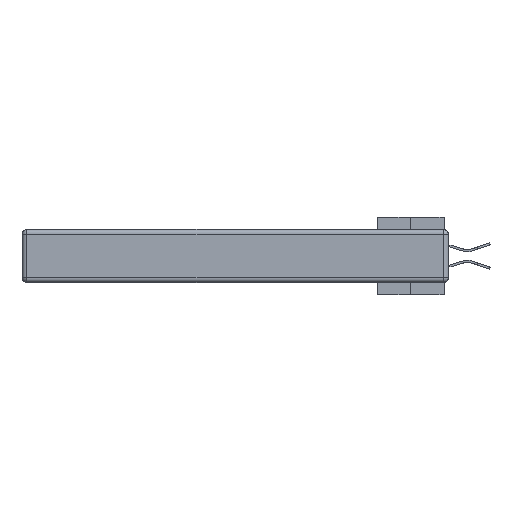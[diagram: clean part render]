
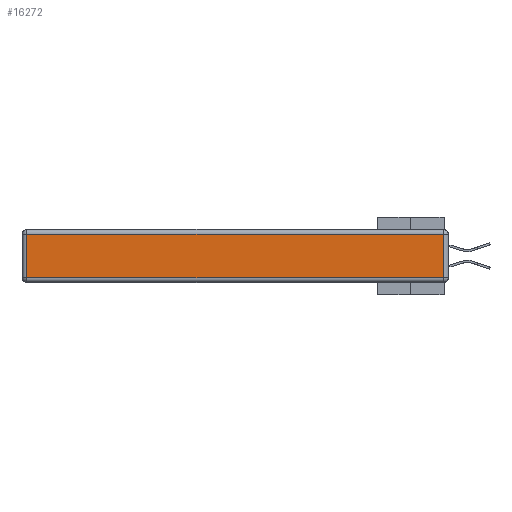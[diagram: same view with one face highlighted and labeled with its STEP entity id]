
A CAD part, left-side view. The second image highlights one B-rep face of the part: STEP entity #16272.
In plain terms, the highlighted planar face has unit normal (-1, 0, 0).
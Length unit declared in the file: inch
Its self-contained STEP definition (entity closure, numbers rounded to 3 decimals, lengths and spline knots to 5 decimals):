
#345 = CARTESIAN_POINT ( 'NONE',  ( 0., 0., -0.343 ) ) ;
#1264 = EDGE_LOOP ( 'NONE', ( #28886, #32005, #15708, #35561 ) ) ;
#3030 = EDGE_CURVE ( 'NONE', #34301, #32107, #9080, .T. ) ;
#3549 = LINE ( 'NONE', #31993, #24862 ) ;
#5290 = LINE ( 'NONE', #15594, #39630 ) ;
#9080 = LINE ( 'NONE', #32076, #36703 ) ;
#10330 = DIRECTION ( 'NONE',  ( 0., 0., 1. ) ) ;
#11612 = CARTESIAN_POINT ( 'NONE',  ( 0., 2.72, -0.313 ) ) ;
#12153 = AXIS2_PLACEMENT_3D ( 'NONE', #345, #23550, #10330 ) ;
#15594 = CARTESIAN_POINT ( 'NONE',  ( 0., 2.75, -0.03 ) ) ;
#15708 = ORIENTED_EDGE ( 'NONE', *, *, #22741, .T. ) ;
#16107 = CARTESIAN_POINT ( 'NONE',  ( 0., 0.03, -0.313 ) ) ;
#16178 = EDGE_CURVE ( 'NONE', #32107, #25832, #3549, .T. ) ;
#16272 = ADVANCED_FACE ( 'NONE', ( #32665 ), #20372, .T. ) ;
#18456 = EDGE_CURVE ( 'NONE', #42920, #34301, #39314, .T. ) ;
#18923 = DIRECTION ( 'NONE',  ( 0., 1., 0. ) ) ;
#19027 = CARTESIAN_POINT ( 'NONE',  ( 0., 2.72, -0.343 ) ) ;
#20372 = PLANE ( 'NONE',  #12153 ) ;
#22741 = EDGE_CURVE ( 'NONE', #25832, #42920, #5290, .T. ) ;
#23550 = DIRECTION ( 'NONE',  ( -1., 0., 0. ) ) ;
#24785 = DIRECTION ( 'NONE',  ( 0., -1., 0. ) ) ;
#24862 = VECTOR ( 'NONE', #42194, 39.37008 ) ;
#25832 = VERTEX_POINT ( 'NONE', #42574 ) ;
#28248 = CARTESIAN_POINT ( 'NONE',  ( 0., 2.72, -0.03 ) ) ;
#28886 = ORIENTED_EDGE ( 'NONE', *, *, #3030, .T. ) ;
#30368 = VECTOR ( 'NONE', #36233, 39.37008 ) ;
#31993 = CARTESIAN_POINT ( 'NONE',  ( 0., 0.03, -0.343 ) ) ;
#32005 = ORIENTED_EDGE ( 'NONE', *, *, #16178, .T. ) ;
#32076 = CARTESIAN_POINT ( 'NONE',  ( 0., 0., -0.313 ) ) ;
#32107 = VERTEX_POINT ( 'NONE', #16107 ) ;
#32665 = FACE_OUTER_BOUND ( 'NONE', #1264, .T. ) ;
#34301 = VERTEX_POINT ( 'NONE', #11612 ) ;
#35561 = ORIENTED_EDGE ( 'NONE', *, *, #18456, .T. ) ;
#36233 = DIRECTION ( 'NONE',  ( 0., 0., -1. ) ) ;
#36703 = VECTOR ( 'NONE', #24785, 39.37008 ) ;
#39314 = LINE ( 'NONE', #19027, #30368 ) ;
#39630 = VECTOR ( 'NONE', #18923, 39.37008 ) ;
#42194 = DIRECTION ( 'NONE',  ( 0., 0., 1. ) ) ;
#42574 = CARTESIAN_POINT ( 'NONE',  ( 0., 0.03, -0.03 ) ) ;
#42920 = VERTEX_POINT ( 'NONE', #28248 ) ;
